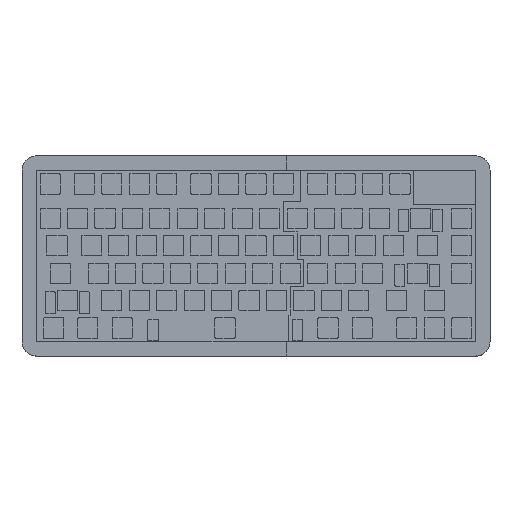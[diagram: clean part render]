
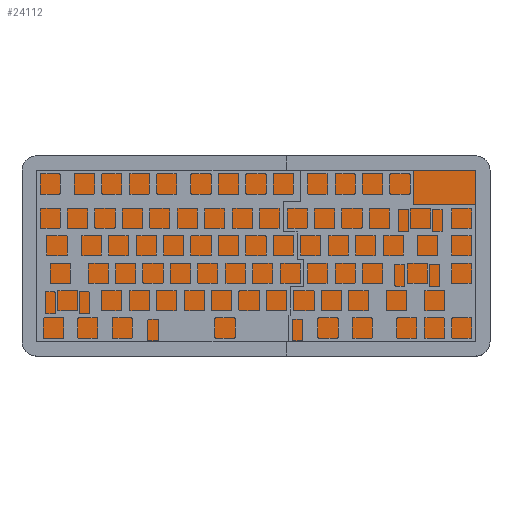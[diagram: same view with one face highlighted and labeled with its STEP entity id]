
A CAD part, top view. The second image highlights one B-rep face of the part: STEP entity #24112.
In plain terms, the highlighted planar face has unit normal (0, 0, 1).
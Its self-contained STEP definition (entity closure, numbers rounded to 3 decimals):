
#200=FACE_BOUND('',#2635,.T.);
#201=FACE_BOUND('',#2636,.T.);
#202=FACE_BOUND('',#2637,.T.);
#203=FACE_BOUND('',#2638,.T.);
#204=FACE_BOUND('',#2639,.T.);
#205=FACE_BOUND('',#2640,.T.);
#206=FACE_BOUND('',#2641,.T.);
#207=FACE_BOUND('',#2642,.T.);
#208=FACE_BOUND('',#2643,.T.);
#209=FACE_BOUND('',#2644,.T.);
#210=FACE_BOUND('',#2645,.T.);
#211=FACE_BOUND('',#2646,.T.);
#212=FACE_BOUND('',#2647,.T.);
#569=PLANE('',#25465);
#1340=FACE_OUTER_BOUND('',#2634,.T.);
#2634=EDGE_LOOP('',(#16458,#16459,#16460,#16461,#16462,#16463,#16464,#16465));
#2635=EDGE_LOOP('',(#16466));
#2636=EDGE_LOOP('',(#16467));
#2637=EDGE_LOOP('',(#16468));
#2638=EDGE_LOOP('',(#16469));
#2639=EDGE_LOOP('',(#16470));
#2640=EDGE_LOOP('',(#16471));
#2641=EDGE_LOOP('',(#16472));
#2642=EDGE_LOOP('',(#16473));
#2643=EDGE_LOOP('',(#16474));
#2644=EDGE_LOOP('',(#16475));
#2645=EDGE_LOOP('',(#16476));
#2646=EDGE_LOOP('',(#16477));
#2647=EDGE_LOOP('',(#16478));
#4287=LINE('',#34684,#6840);
#4291=LINE('',#34696,#6844);
#4295=LINE('',#34708,#6848);
#4299=LINE('',#34720,#6852);
#6840=VECTOR('',#27718,10.);
#6844=VECTOR('',#27730,10.);
#6848=VECTOR('',#27742,10.);
#6852=VECTOR('',#27754,10.);
#9378=CIRCLE('',#25411,1.55);
#9380=CIRCLE('',#25414,1.55);
#9382=CIRCLE('',#25417,1.55);
#9384=CIRCLE('',#25420,1.55);
#9386=CIRCLE('',#25423,1.55);
#9388=CIRCLE('',#25426,1.55);
#9390=CIRCLE('',#25429,1.55);
#9392=CIRCLE('',#25432,1.55);
#9394=CIRCLE('',#25435,1.55);
#9396=CIRCLE('',#25438,1.55);
#9398=CIRCLE('',#25441,1.5);
#9400=CIRCLE('',#25444,1.55);
#9402=CIRCLE('',#25447,1.55);
#9405=CIRCLE('',#25452,10.);
#9407=CIRCLE('',#25456,10.);
#9409=CIRCLE('',#25460,10.);
#9411=CIRCLE('',#25464,10.);
#10345=VERTEX_POINT('',#34600);
#10347=VERTEX_POINT('',#34606);
#10349=VERTEX_POINT('',#34612);
#10351=VERTEX_POINT('',#34618);
#10353=VERTEX_POINT('',#34624);
#10355=VERTEX_POINT('',#34630);
#10357=VERTEX_POINT('',#34636);
#10359=VERTEX_POINT('',#34642);
#10361=VERTEX_POINT('',#34648);
#10363=VERTEX_POINT('',#34654);
#10365=VERTEX_POINT('',#34660);
#10367=VERTEX_POINT('',#34666);
#10369=VERTEX_POINT('',#34672);
#10373=VERTEX_POINT('',#34681);
#10374=VERTEX_POINT('',#34683);
#10376=VERTEX_POINT('',#34689);
#10378=VERTEX_POINT('',#34695);
#10380=VERTEX_POINT('',#34701);
#10382=VERTEX_POINT('',#34707);
#10384=VERTEX_POINT('',#34713);
#10386=VERTEX_POINT('',#34719);
#12754=EDGE_CURVE('',#10345,#10345,#9378,.T.);
#12757=EDGE_CURVE('',#10347,#10347,#9380,.T.);
#12760=EDGE_CURVE('',#10349,#10349,#9382,.T.);
#12763=EDGE_CURVE('',#10351,#10351,#9384,.T.);
#12766=EDGE_CURVE('',#10353,#10353,#9386,.T.);
#12769=EDGE_CURVE('',#10355,#10355,#9388,.T.);
#12772=EDGE_CURVE('',#10357,#10357,#9390,.T.);
#12775=EDGE_CURVE('',#10359,#10359,#9392,.T.);
#12778=EDGE_CURVE('',#10361,#10361,#9394,.T.);
#12781=EDGE_CURVE('',#10363,#10363,#9396,.T.);
#12784=EDGE_CURVE('',#10365,#10365,#9398,.T.);
#12787=EDGE_CURVE('',#10367,#10367,#9400,.T.);
#12790=EDGE_CURVE('',#10369,#10369,#9402,.T.);
#12795=EDGE_CURVE('',#10374,#10373,#4287,.T.);
#12798=EDGE_CURVE('',#10376,#10374,#9405,.T.);
#12801=EDGE_CURVE('',#10378,#10376,#4291,.T.);
#12804=EDGE_CURVE('',#10380,#10378,#9407,.T.);
#12807=EDGE_CURVE('',#10382,#10380,#4295,.T.);
#12810=EDGE_CURVE('',#10384,#10382,#9409,.T.);
#12813=EDGE_CURVE('',#10386,#10384,#4299,.T.);
#12816=EDGE_CURVE('',#10373,#10386,#9411,.T.);
#16458=ORIENTED_EDGE('',*,*,#12816,.T.);
#16459=ORIENTED_EDGE('',*,*,#12813,.T.);
#16460=ORIENTED_EDGE('',*,*,#12810,.T.);
#16461=ORIENTED_EDGE('',*,*,#12807,.T.);
#16462=ORIENTED_EDGE('',*,*,#12804,.T.);
#16463=ORIENTED_EDGE('',*,*,#12801,.T.);
#16464=ORIENTED_EDGE('',*,*,#12798,.T.);
#16465=ORIENTED_EDGE('',*,*,#12795,.T.);
#16466=ORIENTED_EDGE('',*,*,#12754,.T.);
#16467=ORIENTED_EDGE('',*,*,#12757,.T.);
#16468=ORIENTED_EDGE('',*,*,#12760,.T.);
#16469=ORIENTED_EDGE('',*,*,#12763,.T.);
#16470=ORIENTED_EDGE('',*,*,#12766,.T.);
#16471=ORIENTED_EDGE('',*,*,#12769,.T.);
#16472=ORIENTED_EDGE('',*,*,#12772,.T.);
#16473=ORIENTED_EDGE('',*,*,#12775,.T.);
#16474=ORIENTED_EDGE('',*,*,#12778,.T.);
#16475=ORIENTED_EDGE('',*,*,#12781,.T.);
#16476=ORIENTED_EDGE('',*,*,#12784,.T.);
#16477=ORIENTED_EDGE('',*,*,#12787,.T.);
#16478=ORIENTED_EDGE('',*,*,#12790,.T.);
#24112=ADVANCED_FACE('',(#1340,#200,#201,#202,#203,#204,#205,#206,#207,
#208,#209,#210,#211,#212),#569,.T.);
#25411=AXIS2_PLACEMENT_3D('',#34601,#27625,#27626);
#25414=AXIS2_PLACEMENT_3D('',#34607,#27632,#27633);
#25417=AXIS2_PLACEMENT_3D('',#34613,#27639,#27640);
#25420=AXIS2_PLACEMENT_3D('',#34619,#27646,#27647);
#25423=AXIS2_PLACEMENT_3D('',#34625,#27653,#27654);
#25426=AXIS2_PLACEMENT_3D('',#34631,#27660,#27661);
#25429=AXIS2_PLACEMENT_3D('',#34637,#27667,#27668);
#25432=AXIS2_PLACEMENT_3D('',#34643,#27674,#27675);
#25435=AXIS2_PLACEMENT_3D('',#34649,#27681,#27682);
#25438=AXIS2_PLACEMENT_3D('',#34655,#27688,#27689);
#25441=AXIS2_PLACEMENT_3D('',#34661,#27695,#27696);
#25444=AXIS2_PLACEMENT_3D('',#34667,#27702,#27703);
#25447=AXIS2_PLACEMENT_3D('',#34673,#27709,#27710);
#25452=AXIS2_PLACEMENT_3D('',#34690,#27724,#27725);
#25456=AXIS2_PLACEMENT_3D('',#34702,#27736,#27737);
#25460=AXIS2_PLACEMENT_3D('',#34714,#27748,#27749);
#25464=AXIS2_PLACEMENT_3D('',#34724,#27760,#27761);
#25465=AXIS2_PLACEMENT_3D('',#34725,#27762,#27763);
#27625=DIRECTION('center_axis',(0.,0.,-1.));
#27626=DIRECTION('ref_axis',(1.,0.,0.));
#27632=DIRECTION('center_axis',(0.,0.,-1.));
#27633=DIRECTION('ref_axis',(1.,0.,0.));
#27639=DIRECTION('center_axis',(0.,0.,-1.));
#27640=DIRECTION('ref_axis',(1.,0.,0.));
#27646=DIRECTION('center_axis',(0.,0.,-1.));
#27647=DIRECTION('ref_axis',(1.,0.,0.));
#27653=DIRECTION('center_axis',(0.,0.,-1.));
#27654=DIRECTION('ref_axis',(1.,0.,0.));
#27660=DIRECTION('center_axis',(0.,0.,-1.));
#27661=DIRECTION('ref_axis',(1.,0.,0.));
#27667=DIRECTION('center_axis',(0.,0.,-1.));
#27668=DIRECTION('ref_axis',(1.,0.,0.));
#27674=DIRECTION('center_axis',(0.,0.,-1.));
#27675=DIRECTION('ref_axis',(1.,0.,0.));
#27681=DIRECTION('center_axis',(0.,0.,-1.));
#27682=DIRECTION('ref_axis',(1.,0.,0.));
#27688=DIRECTION('center_axis',(0.,0.,-1.));
#27689=DIRECTION('ref_axis',(1.,0.,0.));
#27695=DIRECTION('center_axis',(0.,0.,-1.));
#27696=DIRECTION('ref_axis',(1.,0.,0.));
#27702=DIRECTION('center_axis',(0.,0.,-1.));
#27703=DIRECTION('ref_axis',(1.,0.,0.));
#27709=DIRECTION('center_axis',(0.,0.,-1.));
#27710=DIRECTION('ref_axis',(1.,0.,0.));
#27718=DIRECTION('',(0.,-1.,0.));
#27724=DIRECTION('center_axis',(0.,0.,1.));
#27725=DIRECTION('ref_axis',(0.,1.,0.));
#27730=DIRECTION('',(-1.,0.,0.));
#27736=DIRECTION('center_axis',(0.,0.,1.));
#27737=DIRECTION('ref_axis',(1.,0.,0.));
#27742=DIRECTION('',(0.,1.,0.));
#27748=DIRECTION('center_axis',(0.,0.,1.));
#27749=DIRECTION('ref_axis',(0.,-1.,0.));
#27754=DIRECTION('',(1.,0.,0.));
#27760=DIRECTION('center_axis',(0.,0.,1.));
#27761=DIRECTION('ref_axis',(-1.,0.,0.));
#27762=DIRECTION('center_axis',(0.,0.,1.));
#27763=DIRECTION('ref_axis',(1.,0.,0.));
#34600=CARTESIAN_POINT('',(82.432,134.717,1.6));
#34601=CARTESIAN_POINT('Origin',(83.982,134.717,1.6));
#34606=CARTESIAN_POINT('',(318.652,38.197,1.6));
#34607=CARTESIAN_POINT('Origin',(320.202,38.197,1.6));
#34612=CARTESIAN_POINT('',(82.432,5.177,1.6));
#34613=CARTESIAN_POINT('Origin',(83.982,5.177,1.6));
#34618=CARTESIAN_POINT('',(11.312,5.177,1.6));
#34619=CARTESIAN_POINT('Origin',(12.862,5.177,1.6));
#34624=CARTESIAN_POINT('',(311.032,5.177,1.6));
#34625=CARTESIAN_POINT('Origin',(312.582,5.177,1.6));
#34630=CARTESIAN_POINT('',(161.172,134.717,1.6));
#34631=CARTESIAN_POINT('Origin',(162.722,134.717,1.6));
#34636=CARTESIAN_POINT('',(11.312,134.717,1.6));
#34637=CARTESIAN_POINT('Origin',(12.862,134.717,1.6));
#34642=CARTESIAN_POINT('',(318.652,101.697,1.6));
#34643=CARTESIAN_POINT('Origin',(320.202,101.697,1.6));
#34648=CARTESIAN_POINT('',(161.172,5.177,1.6));
#34649=CARTESIAN_POINT('Origin',(162.722,5.177,1.6));
#34654=CARTESIAN_POINT('',(3.692,38.197,1.6));
#34655=CARTESIAN_POINT('Origin',(5.242,38.197,1.6));
#34660=CARTESIAN_POINT('',(239.962,5.177,1.6));
#34661=CARTESIAN_POINT('Origin',(241.462,5.177,1.6));
#34666=CARTESIAN_POINT('',(311.032,134.717,1.6));
#34667=CARTESIAN_POINT('Origin',(312.582,134.717,1.6));
#34672=CARTESIAN_POINT('',(3.692,101.697,1.6));
#34673=CARTESIAN_POINT('Origin',(5.242,101.697,1.6));
#34681=CARTESIAN_POINT('',(0.,10.,1.6));
#34683=CARTESIAN_POINT('',(0.,129.005,1.6));
#34684=CARTESIAN_POINT('',(0.,129.005,1.6));
#34689=CARTESIAN_POINT('',(10.,139.005,1.6));
#34690=CARTESIAN_POINT('Origin',(10.,129.005,1.6));
#34695=CARTESIAN_POINT('',(314.9,139.005,1.6));
#34696=CARTESIAN_POINT('',(314.9,139.005,1.6));
#34701=CARTESIAN_POINT('',(324.9,129.005,1.6));
#34702=CARTESIAN_POINT('Origin',(314.9,129.005,1.6));
#34707=CARTESIAN_POINT('',(324.9,10.,1.6));
#34708=CARTESIAN_POINT('',(324.9,10.,1.6));
#34713=CARTESIAN_POINT('',(314.9,0.,1.6));
#34714=CARTESIAN_POINT('Origin',(314.9,10.,1.6));
#34719=CARTESIAN_POINT('',(10.,0.,1.6));
#34720=CARTESIAN_POINT('',(10.,0.,1.6));
#34724=CARTESIAN_POINT('Origin',(10.,10.,1.6));
#34725=CARTESIAN_POINT('Origin',(162.45,69.503,1.6));
